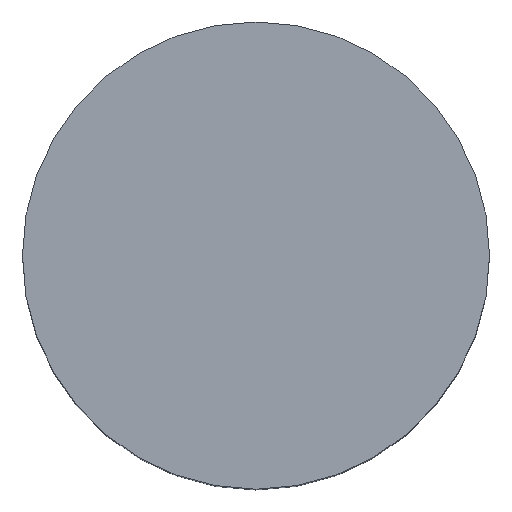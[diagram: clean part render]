
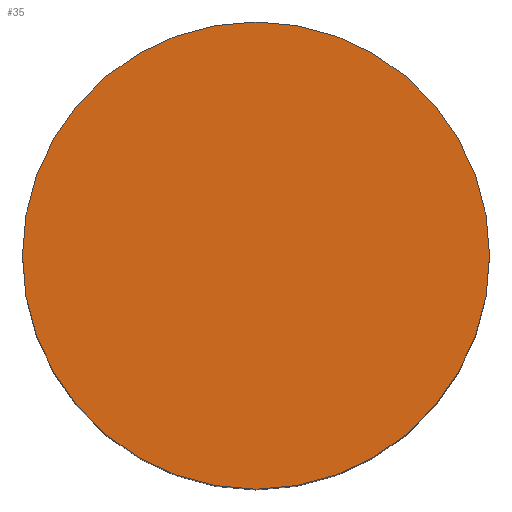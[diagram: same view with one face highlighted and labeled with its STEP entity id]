
A CAD part, top view. The second image highlights one B-rep face of the part: STEP entity #35.
In plain terms, the highlighted planar face has unit normal (0, 0, 1).
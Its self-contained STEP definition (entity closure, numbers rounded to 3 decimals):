
#1=CARTESIAN_POINT('POINT1',(8.89,4.445,12.7));
#2=VERTEX_POINT('VERTEX1',#1);
#3=CARTESIAN_POINT('POINT2',(-3.81,4.445,12.7));
#4=VERTEX_POINT('VERTEX2',#3);
#5=CARTESIAN_POINT('POS1',(2.54,4.445,12.7));
#6=DIRECTION('DIR1',(0.,0.,1.));
#7=DIRECTION('DIR2',(1.,0.,0.));
#8=AXIS2_PLACEMENT_3D('AXIS1',#5,#6,#7);
#9=CIRCLE('ELLIPSE1',#8,6.35);
#10=EDGE_CURVE('EDGE1',#2,#4,#9,.T.);
#11=ORIENTED_EDGE('COEDGE1',*,*,#10,.T.);
#12=CARTESIAN_POINT('POINT3',(2.54,-1.905,
   12.7));
#13=VERTEX_POINT('VERTEX3',#12);
#14=CARTESIAN_POINT('POS2',(2.54,4.445,12.7));
#15=DIRECTION('DIR3',(0.,0.,1.));
#16=DIRECTION('DIR4',(-1.,0.,0.));
#17=AXIS2_PLACEMENT_3D('AXIS2',#14,#15,#16);
#18=CIRCLE('ELLIPSE2',#17,6.35);
#19=EDGE_CURVE('EDGE2',#4,#13,#18,.T.);
#20=ORIENTED_EDGE('COEDGE2',*,*,#19,.T.);
#21=CARTESIAN_POINT('POS3',(2.54,4.445,12.7));
#22=DIRECTION('DIR5',(0.,0.,1.));
#23=DIRECTION('DIR6',(0.,-1.,0.));
#24=AXIS2_PLACEMENT_3D('AXIS3',#21,#22,#23);
#25=CIRCLE('ELLIPSE3',#24,6.35);
#26=EDGE_CURVE('EDGE3',#13,#2,#25,.T.);
#27=ORIENTED_EDGE('COEDGE3',*,*,#26,.T.);
#28=EDGE_LOOP('NONE',(#11,#20,#27));
#29=FACE_BOUND('LOOP1',#28,.T.);
#30=CARTESIAN_POINT('POS4',(0.,0.,12.7));
#31=DIRECTION('DIR7',(0.,0.,1.));
#32=DIRECTION('DIR8',(1.,0.,0.));
#33=AXIS2_PLACEMENT_3D('AXIS4',#30,#31,#32);
#34=PLANE('PLANE1',#33);
#35=ADVANCED_FACE('FACE1',(#29),#34,.T.);
